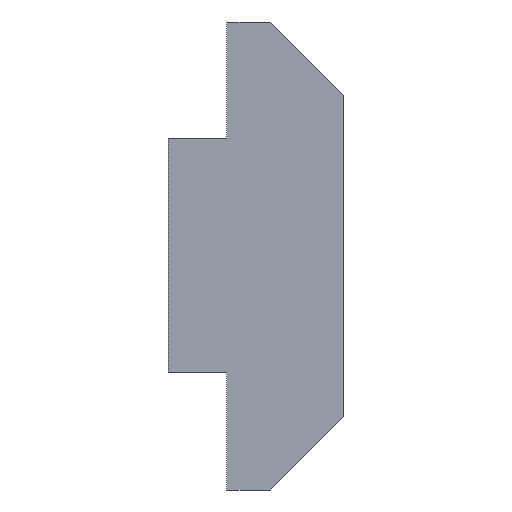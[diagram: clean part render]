
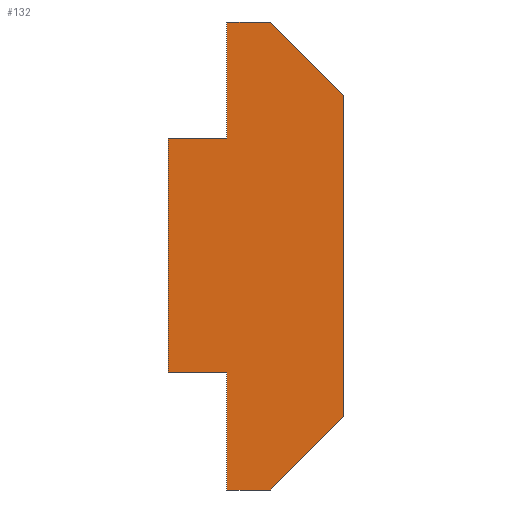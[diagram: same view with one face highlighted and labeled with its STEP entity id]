
A CAD part, left-side view. The second image highlights one B-rep face of the part: STEP entity #132.
In plain terms, the highlighted planar face has unit normal (-1, 0, 0).
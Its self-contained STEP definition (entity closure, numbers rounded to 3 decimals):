
#7 = DIRECTION ( 'NONE',  ( 0., 0., 1. ) ) ;
#8 = ORIENTED_EDGE ( 'NONE', *, *, #218, .F. ) ;
#9 = CARTESIAN_POINT ( 'NONE',  ( 0., 2., -4. ) ) ;
#12 = VERTEX_POINT ( 'NONE', #51 ) ;
#16 = CARTESIAN_POINT ( 'NONE',  ( 0., 0., 8. ) ) ;
#27 = CARTESIAN_POINT ( 'NONE',  ( 0., 2., 4. ) ) ;
#28 = LINE ( 'NONE', #169, #334 ) ;
#29 = ORIENTED_EDGE ( 'NONE', *, *, #126, .F. ) ;
#30 = EDGE_CURVE ( 'NONE', #158, #194, #359, .T. ) ;
#41 = EDGE_CURVE ( 'NONE', #194, #212, #413, .T. ) ;
#42 = LINE ( 'NONE', #251, #195 ) ;
#51 = CARTESIAN_POINT ( 'NONE',  ( 0., -1.5, 8. ) ) ;
#52 = VECTOR ( 'NONE', #261, 1000. ) ;
#63 = DIRECTION ( 'NONE',  ( 1., 0., 0. ) ) ;
#66 = LINE ( 'NONE', #250, #432 ) ;
#67 = ORIENTED_EDGE ( 'NONE', *, *, #41, .F. ) ;
#71 = EDGE_CURVE ( 'NONE', #326, #12, #308, .T. ) ;
#72 = ORIENTED_EDGE ( 'NONE', *, *, #192, .F. ) ;
#82 = VERTEX_POINT ( 'NONE', #166 ) ;
#90 = ORIENTED_EDGE ( 'NONE', *, *, #394, .F. ) ;
#94 = EDGE_CURVE ( 'NONE', #212, #408, #390, .T. ) ;
#100 = CARTESIAN_POINT ( 'NONE',  ( 0., -1.113, 0. ) ) ;
#103 = DIRECTION ( 'NONE',  ( 0., 0.707, -0.707 ) ) ;
#104 = ORIENTED_EDGE ( 'NONE', *, *, #352, .F. ) ;
#106 = CARTESIAN_POINT ( 'NONE',  ( 0., 0., 4. ) ) ;
#119 = CARTESIAN_POINT ( 'NONE',  ( 0., -1.5, -8. ) ) ;
#121 = CARTESIAN_POINT ( 'NONE',  ( 0., -1.5, -8. ) ) ;
#126 = EDGE_CURVE ( 'NONE', #168, #82, #28, .T. ) ;
#127 = LINE ( 'NONE', #277, #238 ) ;
#129 = DIRECTION ( 'NONE',  ( 0., 1., 0. ) ) ;
#132 = ADVANCED_FACE ( 'NONE', ( #383 ), #431, .F. ) ;
#134 = VERTEX_POINT ( 'NONE', #27 ) ;
#158 = VERTEX_POINT ( 'NONE', #119 ) ;
#166 = CARTESIAN_POINT ( 'NONE',  ( 0., -4., -5.5 ) ) ;
#168 = VERTEX_POINT ( 'NONE', #337 ) ;
#169 = CARTESIAN_POINT ( 'NONE',  ( 0., -4., 5.5 ) ) ;
#171 = VECTOR ( 'NONE', #318, 1000. ) ;
#173 = CARTESIAN_POINT ( 'NONE',  ( 0., -1.5, 8. ) ) ;
#181 = ORIENTED_EDGE ( 'NONE', *, *, #71, .F. ) ;
#192 = EDGE_CURVE ( 'NONE', #12, #168, #243, .T. ) ;
#194 = VERTEX_POINT ( 'NONE', #213 ) ;
#195 = VECTOR ( 'NONE', #7, 1000. ) ;
#204 = VECTOR ( 'NONE', #340, 1000. ) ;
#206 = DIRECTION ( 'NONE',  ( 0., 0., -1. ) ) ;
#212 = VERTEX_POINT ( 'NONE', #372 ) ;
#213 = CARTESIAN_POINT ( 'NONE',  ( 0., 0., -8. ) ) ;
#218 = EDGE_CURVE ( 'NONE', #82, #158, #127, .T. ) ;
#228 = EDGE_CURVE ( 'NONE', #382, #326, #42, .T. ) ;
#238 = VECTOR ( 'NONE', #103, 1000. ) ;
#239 = EDGE_LOOP ( 'NONE', ( #333, #8, #29, #72, #181, #269, #90, #104, #257, #67 ) ) ;
#243 = LINE ( 'NONE', #173, #400 ) ;
#246 = VECTOR ( 'NONE', #387, 1000. ) ;
#250 = CARTESIAN_POINT ( 'NONE',  ( 0., 2., -4. ) ) ;
#251 = CARTESIAN_POINT ( 'NONE',  ( 0., 0., 4. ) ) ;
#257 = ORIENTED_EDGE ( 'NONE', *, *, #94, .F. ) ;
#261 = DIRECTION ( 'NONE',  ( 0., -1., 0. ) ) ;
#266 = AXIS2_PLACEMENT_3D ( 'NONE', #100, #63, #329 ) ;
#269 = ORIENTED_EDGE ( 'NONE', *, *, #228, .F. ) ;
#275 = DIRECTION ( 'NONE',  ( 0., -0.707, -0.707 ) ) ;
#277 = CARTESIAN_POINT ( 'NONE',  ( 0., -4., -5.5 ) ) ;
#301 = VECTOR ( 'NONE', #129, 1000. ) ;
#306 = CARTESIAN_POINT ( 'NONE',  ( 0., 0., 8. ) ) ;
#307 = CARTESIAN_POINT ( 'NONE',  ( 0., 2., 4. ) ) ;
#308 = LINE ( 'NONE', #16, #52 ) ;
#314 = CARTESIAN_POINT ( 'NONE',  ( 0., 0., -8. ) ) ;
#318 = DIRECTION ( 'NONE',  ( 0., 1., 0. ) ) ;
#326 = VERTEX_POINT ( 'NONE', #306 ) ;
#329 = DIRECTION ( 'NONE',  ( 0., 1., 0. ) ) ;
#333 = ORIENTED_EDGE ( 'NONE', *, *, #30, .F. ) ;
#334 = VECTOR ( 'NONE', #206, 1000. ) ;
#337 = CARTESIAN_POINT ( 'NONE',  ( 0., -4., 5.5 ) ) ;
#340 = DIRECTION ( 'NONE',  ( 0., -1., 0. ) ) ;
#352 = EDGE_CURVE ( 'NONE', #408, #134, #66, .T. ) ;
#359 = LINE ( 'NONE', #121, #171 ) ;
#372 = CARTESIAN_POINT ( 'NONE',  ( 0., 0., -4. ) ) ;
#374 = DIRECTION ( 'NONE',  ( 0., 0., 1. ) ) ;
#380 = LINE ( 'NONE', #307, #204 ) ;
#382 = VERTEX_POINT ( 'NONE', #106 ) ;
#383 = FACE_OUTER_BOUND ( 'NONE', #239, .T. ) ;
#387 = DIRECTION ( 'NONE',  ( 0., 0., 1. ) ) ;
#390 = LINE ( 'NONE', #426, #301 ) ;
#394 = EDGE_CURVE ( 'NONE', #134, #382, #380, .T. ) ;
#400 = VECTOR ( 'NONE', #275, 1000. ) ;
#408 = VERTEX_POINT ( 'NONE', #9 ) ;
#413 = LINE ( 'NONE', #314, #246 ) ;
#426 = CARTESIAN_POINT ( 'NONE',  ( 0., 0., -4. ) ) ;
#431 = PLANE ( 'NONE',  #266 ) ;
#432 = VECTOR ( 'NONE', #374, 1000. ) ;
